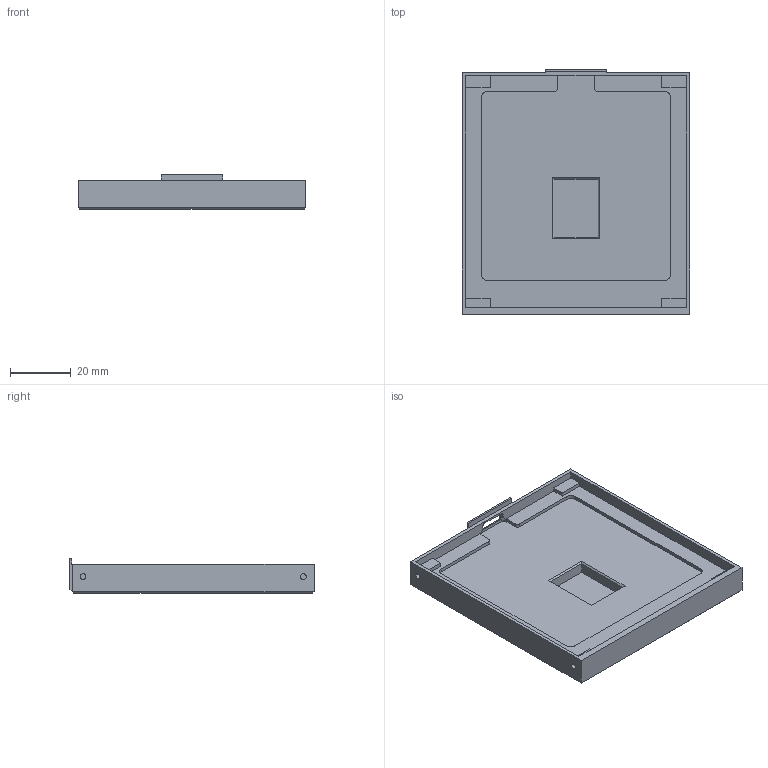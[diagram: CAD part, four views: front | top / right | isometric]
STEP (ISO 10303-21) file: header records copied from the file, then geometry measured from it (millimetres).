
FILE_DESCRIPTION(/* description */ ('STEP AP242','CAx-IF Rec.Pracs.---Representation and Presentation of Product Manufacturing Information (PMI)---4.0---2014-10-13','CAx-IF Rec.Pracs.---3D Tessellated Geometry---0.4---2014-09-14','2;1'),/* implementation_level */ '2;1');
FILE_NAME(/* name */ '68c5d6550de51d6c2f5b7418',/* time_stamp */ '2025-09-13T20:38:46Z',/* author */ (''),/* organization */ (''),/* preprocessor_version */ 'ST-DEVELOPER v20',/* originating_system */ 'ONSHAPE BY PTC INC, 1.203',/* authorisation */ ' ');
FILE_SCHEMA (('AP242_MANAGED_MODEL_BASED_3D_ENGINEERING_MIM_LF { 1 0 10303 442 1 1 4 }'));
Length unit declared in the file: metre
Products named in the file (1): Bottom
Bounding box: 75.2 x 80.78 x 11.4 mm (x, y, z)
Volume: 30538.4 mm3; surface area: 16950.8 mm2
Topology: 1 solids, 1 shells, 101 faces, 256 edges, 166 vertices
Faces by surface type: bspline 101
Entity records: 3275 total; most frequent: CARTESIAN_POINT 1168, ORIENTED_EDGE 512, DIRECTION 282, EDGE_CURVE 256, LINE 172, VECTOR 172, VERTEX_POINT 166, EDGE_LOOP 112
